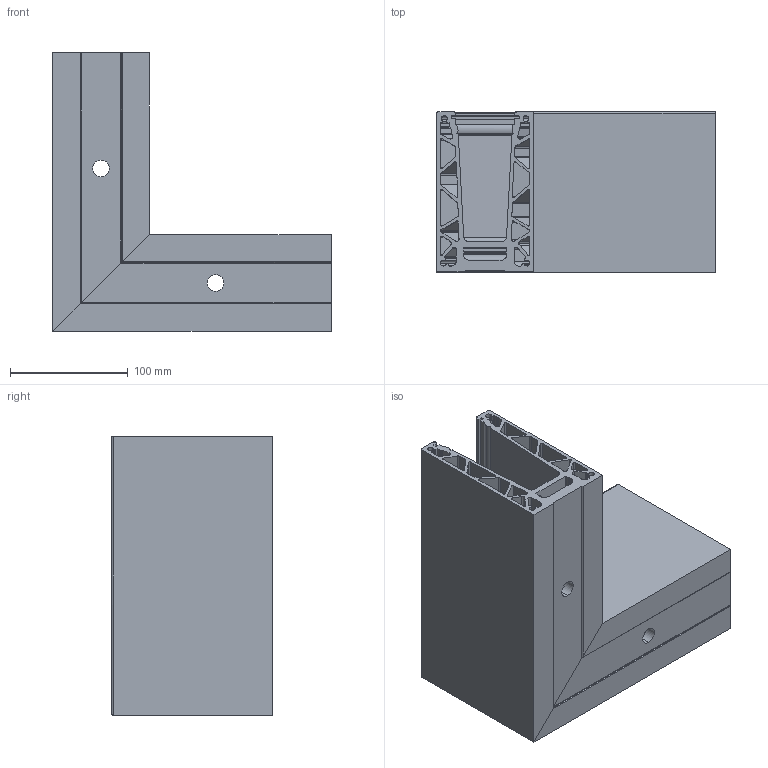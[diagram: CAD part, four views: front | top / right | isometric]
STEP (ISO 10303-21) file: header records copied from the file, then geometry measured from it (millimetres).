
FILE_DESCRIPTION (( 'STEP AP214' ), '1' );
FILE_NAME ('AL_0008-ProXL-S-E-90.STEP', '2024-07-01T09:40:15', ( '' ), ( '' ), 'SwSTEP 2.0', 'SolidWorks 2019', '' );
FILE_SCHEMA (( 'AUTOMOTIVE_DESIGN' ));
Length unit declared in the file: millimetre
Products named in the file (1): AL_0008-ProXL-S-E-90
Bounding box: 236.17 x 136 x 236.17 mm (x, y, z)
Volume: 1289496.9 mm3; surface area: 627628.1 mm2
Topology: 1 solids, 1 shells, 512 faces, 1286 edges, 774 vertices
Faces by surface type: cylinder 292, plane 220
Entity records: 15091 total; most frequent: CARTESIAN_POINT 3040, ORIENTED_EDGE 2572, DIRECTION 2466, EDGE_CURVE 1286, LINE 836, VECTOR 836, AXIS2_PLACEMENT_3D 815, VERTEX_POINT 774
